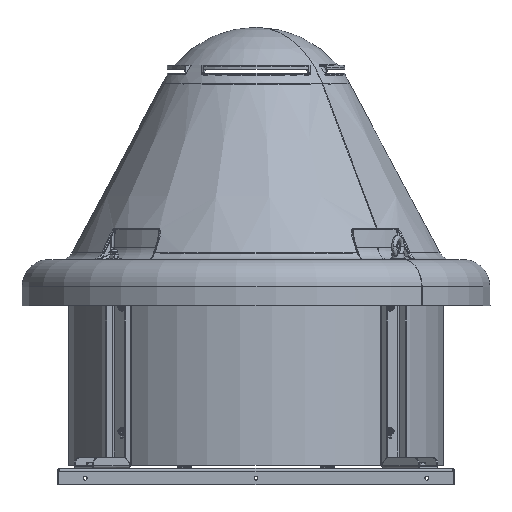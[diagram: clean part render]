
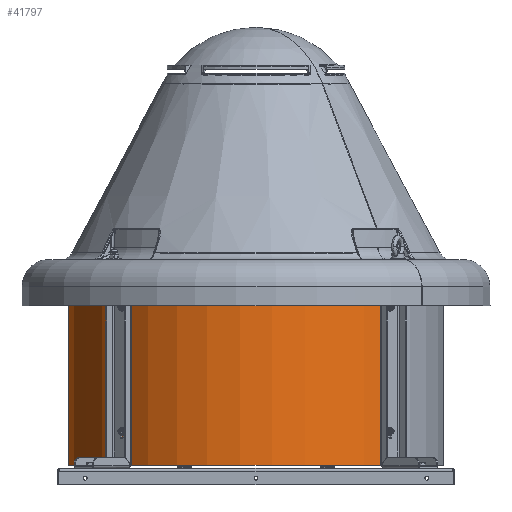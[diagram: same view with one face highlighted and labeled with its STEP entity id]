
A CAD part, left-side view. The second image highlights one B-rep face of the part: STEP entity #41797.
In plain terms, the highlighted cylindrical face has radius 440 mm (diameter 880 mm), a partial arc.
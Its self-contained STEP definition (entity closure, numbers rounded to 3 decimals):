
#1132 = VERTEX_POINT ( 'NONE', #23818 ) ;
#2170 = DIRECTION ( 'NONE',  ( 0., 0., 1. ) ) ;
#3620 = CARTESIAN_POINT ( 'NONE',  ( 0., 0., 450. ) ) ;
#5256 = CARTESIAN_POINT ( 'NONE',  ( 440., 0., 450. ) ) ;
#5670 = CYLINDRICAL_SURFACE ( 'NONE', #45042, 440. ) ;
#5831 = CIRCLE ( 'NONE', #6302, 440. ) ;
#6302 = AXIS2_PLACEMENT_3D ( 'NONE', #44611, #19172, #23241 ) ;
#9662 = EDGE_LOOP ( 'NONE', ( #9993, #42189, #55308, #24389 ) ) ;
#9993 = ORIENTED_EDGE ( 'NONE', *, *, #50825, .F. ) ;
#10907 = VERTEX_POINT ( 'NONE', #13099 ) ;
#13099 = CARTESIAN_POINT ( 'NONE',  ( -440., 0., 450. ) ) ;
#14038 = FACE_OUTER_BOUND ( 'NONE', #9662, .T. ) ;
#14829 = EDGE_CURVE ( 'NONE', #10907, #56622, #31870, .T. ) ;
#15185 = DIRECTION ( 'NONE',  ( 0., 0., -1. ) ) ;
#15258 = DIRECTION ( 'NONE',  ( 0., 0., -1. ) ) ;
#15431 = CARTESIAN_POINT ( 'NONE',  ( -440., 0., 0. ) ) ;
#17259 = EDGE_CURVE ( 'NONE', #30136, #56622, #25532, .T. ) ;
#19172 = DIRECTION ( 'NONE',  ( 0., 0., 1. ) ) ;
#20585 = CARTESIAN_POINT ( 'NONE',  ( 0., 0., 0. ) ) ;
#21064 = VECTOR ( 'NONE', #15185, 1000. ) ;
#21735 = LINE ( 'NONE', #5256, #21064 ) ;
#23241 = DIRECTION ( 'NONE',  ( 1., 0., 0. ) ) ;
#23818 = CARTESIAN_POINT ( 'NONE',  ( 440., 0., 450. ) ) ;
#24389 = ORIENTED_EDGE ( 'NONE', *, *, #14829, .F. ) ;
#25532 = CIRCLE ( 'NONE', #42647, 440. ) ;
#25930 = DIRECTION ( 'NONE',  ( 0., 0., -1. ) ) ;
#30136 = VERTEX_POINT ( 'NONE', #42966 ) ;
#31870 = LINE ( 'NONE', #41816, #56907 ) ;
#34665 = DIRECTION ( 'NONE',  ( -1., 0., 0. ) ) ;
#37669 = DIRECTION ( 'NONE',  ( 1., 0., 0. ) ) ;
#39532 = EDGE_CURVE ( 'NONE', #1132, #30136, #21735, .T. ) ;
#41797 = ADVANCED_FACE ( 'NONE', ( #14038 ), #5670, .T. ) ;
#41816 = CARTESIAN_POINT ( 'NONE',  ( -440., 0., 450. ) ) ;
#42189 = ORIENTED_EDGE ( 'NONE', *, *, #39532, .T. ) ;
#42647 = AXIS2_PLACEMENT_3D ( 'NONE', #20585, #2170, #37669 ) ;
#42966 = CARTESIAN_POINT ( 'NONE',  ( 440., 0., 0. ) ) ;
#44611 = CARTESIAN_POINT ( 'NONE',  ( 0., 0., 450. ) ) ;
#45042 = AXIS2_PLACEMENT_3D ( 'NONE', #3620, #25930, #34665 ) ;
#50825 = EDGE_CURVE ( 'NONE', #1132, #10907, #5831, .T. ) ;
#55308 = ORIENTED_EDGE ( 'NONE', *, *, #17259, .T. ) ;
#56622 = VERTEX_POINT ( 'NONE', #15431 ) ;
#56907 = VECTOR ( 'NONE', #15258, 1000. ) ;
